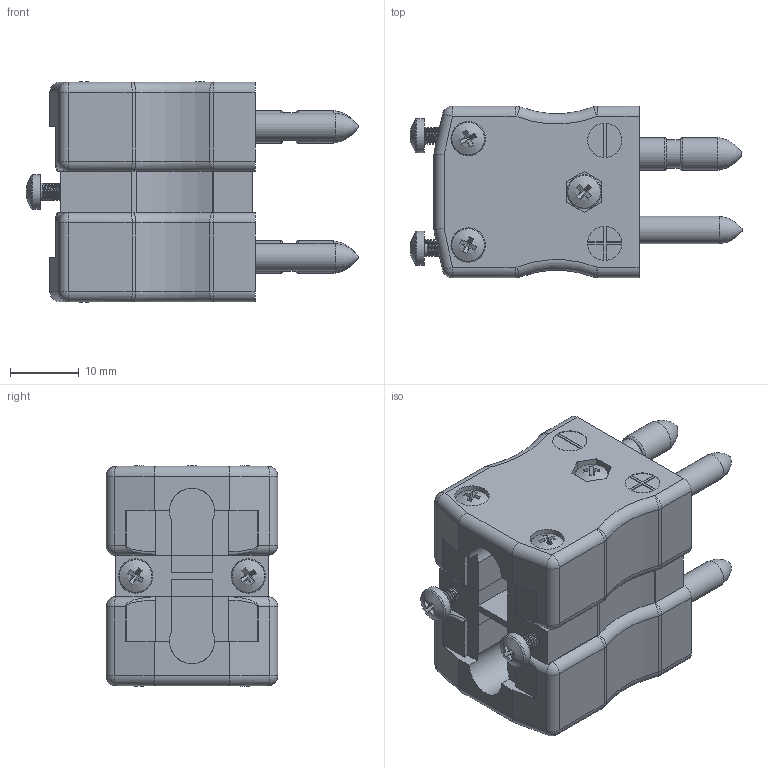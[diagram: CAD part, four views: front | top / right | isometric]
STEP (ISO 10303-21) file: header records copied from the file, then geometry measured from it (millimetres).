
FILE_DESCRIPTION (( 'STEP AP214' ), '1' );
FILE_NAME ('217-Yellow-Standard Duplex inline plug.STEP', '2025-12-11T07:44:43', ( '' ), ( '' ), 'SwSTEP 2.0', 'SolidWorks 2014', '' );
FILE_SCHEMA (( 'AUTOMOTIVE_DESIGN' ));
Length unit declared in the file: millimetre
Products named in the file (10): 134-Standard Center Duplex Body_Yellow; 138-M2-5x0.45; 137-M2-5 Phillips head Screw_6.2mm thread; 137-M2-5 Phillips head Screw_10mm thread; 139-Round Pos Connector; Mirror133-Standard Inline Plug Body_Black; 133-Standard Inline Plug Body_Black; 137-M2-5 Phillips head Screw_30mm thread; 140-Round Neg Connector; 217-Yellow-Standard Duplex inline plug
Assembly tree (15 placements, depth 2):
  217-Yellow-Standard Duplex inline plug
    134-Standard Center Duplex Body_Yellow
    133-Standard Inline Plug Body_Black
    137-M2-5 Phillips head Screw_6.2mm thread  x4
    138-M2-5x0.45
    137-M2-5 Phillips head Screw_30mm thread
    139-Round Pos Connector  x2
    140-Round Neg Connector  x2
    137-M2-5 Phillips head Screw_10mm thread  x2
    Mirror133-Standard Inline Plug Body_Black
Bounding box: 48.37 x 25 x 32.14 mm (x, y, z)
Volume: 21013.3 mm3; surface area: 12107.2 mm2
Topology: 15 solids, 15 shells, 655 faces, 1596 edges, 1003 vertices
Faces by surface type: plane 288, cylinder 273, bspline 41, cone 21, torus 20, sphere 12
Full cylindrical faces by diameter (mm): 2.5 x162, 2.7 x7, 4 x2, 4.1 x2, 4.76 x4, 5 x11
Entity records: 33605 total; most frequent: CARTESIAN_POINT 24807, ORIENTED_EDGE 1698, DIRECTION 1676, EDGE_CURVE 849, AXIS2_PLACEMENT_3D 584, VERTEX_POINT 551, LINE 508, VECTOR 508
